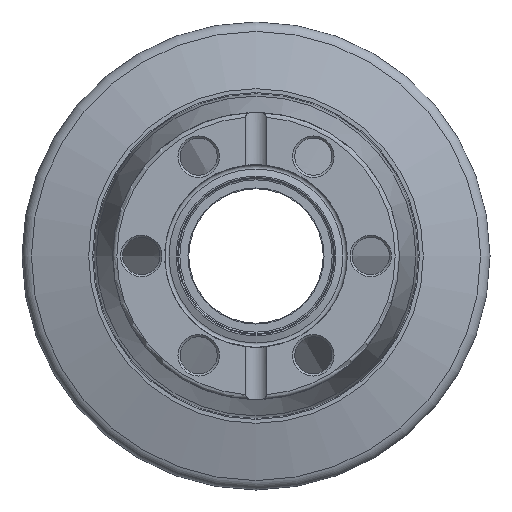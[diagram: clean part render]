
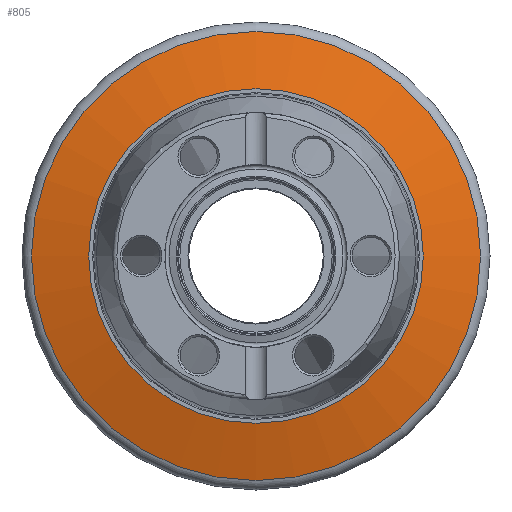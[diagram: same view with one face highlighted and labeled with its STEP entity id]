
A CAD part, front view. The second image highlights one B-rep face of the part: STEP entity #805.
In plain terms, the highlighted conical face has half-angle 75 degrees and reference radius 23.581 mm.
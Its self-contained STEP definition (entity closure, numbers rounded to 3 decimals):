
#87=CONICAL_SURFACE('',#876,23.581,75.);
#106=FACE_BOUND('',#242,.T.);
#175=FACE_OUTER_BOUND('',#241,.T.);
#241=EDGE_LOOP('',(#617));
#242=EDGE_LOOP('',(#618));
#374=CIRCLE('',#875,26.388);
#375=CIRCLE('',#877,19.663);
#448=VERTEX_POINT('',#1312);
#449=VERTEX_POINT('',#1315);
#528=EDGE_CURVE('',#448,#448,#374,.T.);
#529=EDGE_CURVE('',#449,#449,#375,.T.);
#617=ORIENTED_EDGE('',*,*,#529,.F.);
#618=ORIENTED_EDGE('',*,*,#528,.F.);
#805=ADVANCED_FACE('',(#175,#106),#87,.T.);
#875=AXIS2_PLACEMENT_3D('',#1313,#1022,#1023);
#876=AXIS2_PLACEMENT_3D('',#1314,#1024,#1025);
#877=AXIS2_PLACEMENT_3D('',#1316,#1026,#1027);
#1022=DIRECTION('center_axis',(0.,1.,0.));
#1023=DIRECTION('ref_axis',(1.,0.,0.));
#1024=DIRECTION('center_axis',(0.,1.,0.));
#1025=DIRECTION('ref_axis',(0.,0.,-1.));
#1026=DIRECTION('center_axis',(0.,-1.,0.));
#1027=DIRECTION('ref_axis',(1.,0.,0.));
#1312=CARTESIAN_POINT('',(-26.388,-0.298,0.));
#1313=CARTESIAN_POINT('Origin',(0.,-0.298,0.));
#1314=CARTESIAN_POINT('Origin',(0.,-1.05,0.));
#1315=CARTESIAN_POINT('',(0.,-2.1,-19.663));
#1316=CARTESIAN_POINT('Origin',(0.,-2.1,0.));
